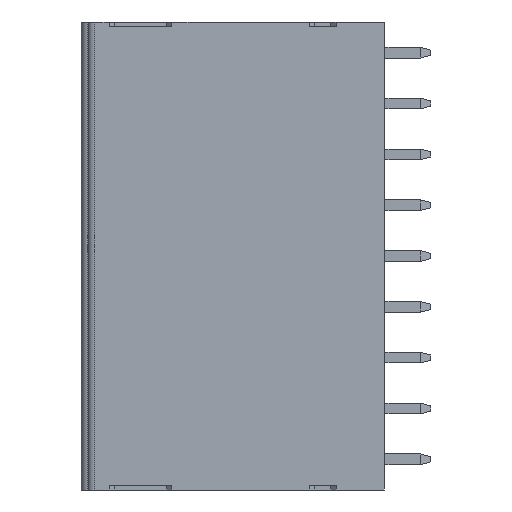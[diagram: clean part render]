
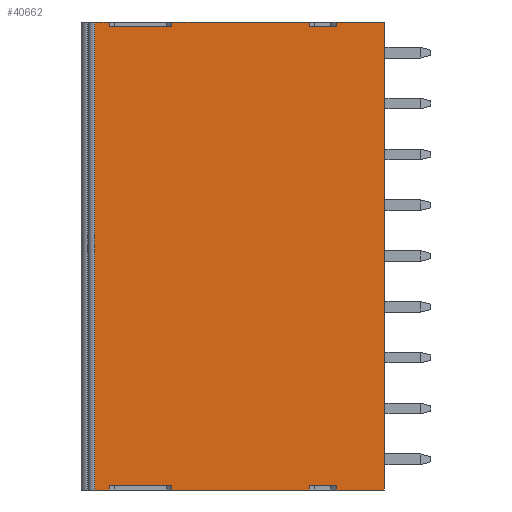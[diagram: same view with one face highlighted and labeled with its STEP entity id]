
A CAD part, front view. The second image highlights one B-rep face of the part: STEP entity #40662.
In plain terms, the highlighted planar face has unit normal (0, -1, 0).
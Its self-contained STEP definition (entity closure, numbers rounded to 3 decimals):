
#12415=DIRECTION('',(0.,0.,-1.));
#12416=VECTOR('',#12415,35.08);
#12417=CARTESIAN_POINT('',(-21.694,0.,-89.343));
#12418=LINE('',#12417,#12416);
#12423=DIRECTION('',(0.,0.,-1.));
#12424=VECTOR('',#12423,35.08);
#12425=CARTESIAN_POINT('',(0.006,0.,-89.343));
#12426=LINE('',#12425,#12424);
#12427=DIRECTION('',(-1.,0.,0.));
#12428=VECTOR('',#12427,3.6);
#12429=CARTESIAN_POINT('',(0.006,0.,
-124.423));
#12430=LINE('',#12429,#12428);
#12431=DIRECTION('',(0.,0.,1.));
#12432=VECTOR('',#12431,0.3);
#12433=CARTESIAN_POINT('',(-3.594,0.,
-124.423));
#12434=LINE('',#12433,#12432);
#12435=DIRECTION('',(-1.,0.,0.));
#12436=VECTOR('',#12435,10.3);
#12437=CARTESIAN_POINT('',(-5.594,0.,
-124.423));
#12438=LINE('',#12437,#12436);
#12439=DIRECTION('',(0.,0.,1.));
#12440=VECTOR('',#12439,0.3);
#12441=CARTESIAN_POINT('',(-15.894,0.,
-124.423));
#12442=LINE('',#12441,#12440);
#12443=DIRECTION('',(0.,0.,-1.));
#12444=VECTOR('',#12443,0.3);
#12445=CARTESIAN_POINT('',(-20.594,0.,
-124.123));
#12446=LINE('',#12445,#12444);
#12447=DIRECTION('',(-1.,0.,0.));
#12448=VECTOR('',#12447,1.1);
#12449=CARTESIAN_POINT('',(-20.594,0.,
-124.423));
#12450=LINE('',#12449,#12448);
#12451=DIRECTION('',(1.,0.,0.));
#12452=VECTOR('',#12451,1.1);
#12453=CARTESIAN_POINT('',(-21.694,0.,-89.343));
#12454=LINE('',#12453,#12452);
#12455=DIRECTION('',(1.,0.,0.));
#12456=VECTOR('',#12455,4.7);
#12457=CARTESIAN_POINT('',(-20.594,0.,
-89.643));
#12458=LINE('',#12457,#12456);
#12459=DIRECTION('',(1.,0.,0.));
#12460=VECTOR('',#12459,10.3);
#12461=CARTESIAN_POINT('',(-15.894,0.,-89.343));
#12462=LINE('',#12461,#12460);
#12463=DIRECTION('',(0.,0.,-1.));
#12464=VECTOR('',#12463,0.3);
#12465=CARTESIAN_POINT('',(-5.594,0.,-89.343));
#12466=LINE('',#12465,#12464);
#12467=DIRECTION('',(1.,0.,0.));
#12468=VECTOR('',#12467,2.);
#12469=CARTESIAN_POINT('',(-5.594,0.,
-89.643));
#12470=LINE('',#12469,#12468);
#12471=DIRECTION('',(1.,0.,0.));
#12472=VECTOR('',#12471,3.6);
#12473=CARTESIAN_POINT('',(-3.594,0.,
-89.343));
#12474=LINE('',#12473,#12472);
#12526=DIRECTION('',(0.,0.,1.));
#12527=VECTOR('',#12526,0.3);
#12528=CARTESIAN_POINT('',(-5.594,0.,
-124.423));
#12529=LINE('',#12528,#12527);
#12538=DIRECTION('',(1.,0.,0.));
#12539=VECTOR('',#12538,2.);
#12540=CARTESIAN_POINT('',(-5.594,0.,
-124.123));
#12541=LINE('',#12540,#12539);
#12562=DIRECTION('',(1.,0.,0.));
#12563=VECTOR('',#12562,4.7);
#12564=CARTESIAN_POINT('',(-20.594,0.,
-124.123));
#12565=LINE('',#12564,#12563);
#12625=DIRECTION('',(0.,0.,-1.));
#12626=VECTOR('',#12625,0.3);
#12627=CARTESIAN_POINT('',(-15.894,0.,-89.343));
#12628=LINE('',#12627,#12626);
#12641=DIRECTION('',(0.,0.,1.));
#12642=VECTOR('',#12641,0.3);
#12643=CARTESIAN_POINT('',(-20.594,0.,
-89.643));
#12644=LINE('',#12643,#12642);
#12657=DIRECTION('',(0.,0.,-1.));
#12658=VECTOR('',#12657,0.3);
#12659=CARTESIAN_POINT('',(-3.594,0.,
-89.343));
#12660=LINE('',#12659,#12658);
#17582=CARTESIAN_POINT('',(0.006,0.,-89.343));
#17584=VERTEX_POINT('',#17582);
#18020=CARTESIAN_POINT('',(-15.894,0.,-89.343));
#18021=CARTESIAN_POINT('',(-5.594,0.,-89.343));
#18022=VERTEX_POINT('',#18020);
#18023=VERTEX_POINT('',#18021);
#18028=CARTESIAN_POINT('',(-20.594,0.,-89.343));
#18029=VERTEX_POINT('',#18028);
#18030=CARTESIAN_POINT('',(-21.694,0.,-89.343));
#18031=VERTEX_POINT('',#18030);
#18038=CARTESIAN_POINT('',(-3.594,0.,
-89.343));
#18039=VERTEX_POINT('',#18038);
#18044=CARTESIAN_POINT('',(-20.594,0.,
-89.643));
#18045=VERTEX_POINT('',#18044);
#18046=CARTESIAN_POINT('',(-15.894,0.,
-89.643));
#18047=VERTEX_POINT('',#18046);
#18048=CARTESIAN_POINT('',(-5.594,0.,
-89.643));
#18049=VERTEX_POINT('',#18048);
#18050=CARTESIAN_POINT('',(-3.594,0.,
-89.643));
#18051=VERTEX_POINT('',#18050);
#18234=CARTESIAN_POINT('',(0.006,0.,
-124.423));
#18236=VERTEX_POINT('',#18234);
#18671=CARTESIAN_POINT('',(-3.594,0.,
-124.423));
#18672=VERTEX_POINT('',#18671);
#18673=CARTESIAN_POINT('',(-3.594,0.,
-124.123));
#18674=VERTEX_POINT('',#18673);
#18675=CARTESIAN_POINT('',(-5.594,0.,
-124.123));
#18676=VERTEX_POINT('',#18675);
#18677=CARTESIAN_POINT('',(-5.594,0.,
-124.423));
#18678=VERTEX_POINT('',#18677);
#18679=CARTESIAN_POINT('',(-15.894,0.,
-124.423));
#18680=VERTEX_POINT('',#18679);
#18681=CARTESIAN_POINT('',(-15.894,0.,
-124.123));
#18682=VERTEX_POINT('',#18681);
#18683=CARTESIAN_POINT('',(-20.594,0.,
-124.123));
#18684=VERTEX_POINT('',#18683);
#18685=CARTESIAN_POINT('',(-20.594,0.,
-124.423));
#18686=VERTEX_POINT('',#18685);
#18687=CARTESIAN_POINT('',(-21.694,0.,
-124.423));
#18688=VERTEX_POINT('',#18687);
#40617=CARTESIAN_POINT('',(0.006,0.,-101.168));
#40618=DIRECTION('',(0.,1.,0.));
#40619=DIRECTION('',(-1.,0.,0.));
#40620=AXIS2_PLACEMENT_3D('',#40617,#40618,#40619);
#40621=PLANE('',#40620);
#40622=ORIENTED_EDGE('',*,*,#22926,.T.);
#40624=ORIENTED_EDGE('',*,*,#40623,.T.);
#40626=ORIENTED_EDGE('',*,*,#40625,.T.);
#40628=ORIENTED_EDGE('',*,*,#40627,.F.);
#40630=ORIENTED_EDGE('',*,*,#40629,.F.);
#40632=ORIENTED_EDGE('',*,*,#40631,.T.);
#40634=ORIENTED_EDGE('',*,*,#40633,.T.);
#40636=ORIENTED_EDGE('',*,*,#40635,.F.);
#40638=ORIENTED_EDGE('',*,*,#40637,.T.);
#40640=ORIENTED_EDGE('',*,*,#40639,.T.);
#40641=ORIENTED_EDGE('',*,*,#40607,.F.);
#40643=ORIENTED_EDGE('',*,*,#40642,.T.);
#40645=ORIENTED_EDGE('',*,*,#40644,.F.);
#40647=ORIENTED_EDGE('',*,*,#40646,.T.);
#40649=ORIENTED_EDGE('',*,*,#40648,.F.);
#40651=ORIENTED_EDGE('',*,*,#40650,.T.);
#40653=ORIENTED_EDGE('',*,*,#40652,.T.);
#40655=ORIENTED_EDGE('',*,*,#40654,.T.);
#40657=ORIENTED_EDGE('',*,*,#40656,.F.);
#40659=ORIENTED_EDGE('',*,*,#40658,.T.);
#40660=EDGE_LOOP('',(#40622,#40624,#40626,#40628,#40630,#40632,#40634,#40636,
#40638,#40640,#40641,#40643,#40645,#40647,#40649,#40651,#40653,#40655,#40657,
#40659));
#40661=FACE_OUTER_BOUND('',#40660,.F.);
#40662=ADVANCED_FACE('',(#40661),#40621,.F.);
#22926=EDGE_CURVE('',#17584,#18236,#12426,.T.);
#40607=EDGE_CURVE('',#18031,#18688,#12418,.T.);
#40623=EDGE_CURVE('',#18236,#18672,#12430,.T.);
#40625=EDGE_CURVE('',#18672,#18674,#12434,.T.);
#40627=EDGE_CURVE('',#18676,#18674,#12541,.T.);
#40629=EDGE_CURVE('',#18678,#18676,#12529,.T.);
#40631=EDGE_CURVE('',#18678,#18680,#12438,.T.);
#40633=EDGE_CURVE('',#18680,#18682,#12442,.T.);
#40635=EDGE_CURVE('',#18684,#18682,#12565,.T.);
#40637=EDGE_CURVE('',#18684,#18686,#12446,.T.);
#40639=EDGE_CURVE('',#18686,#18688,#12450,.T.);
#40642=EDGE_CURVE('',#18031,#18029,#12454,.T.);
#40644=EDGE_CURVE('',#18045,#18029,#12644,.T.);
#40646=EDGE_CURVE('',#18045,#18047,#12458,.T.);
#40648=EDGE_CURVE('',#18022,#18047,#12628,.T.);
#40650=EDGE_CURVE('',#18022,#18023,#12462,.T.);
#40652=EDGE_CURVE('',#18023,#18049,#12466,.T.);
#40654=EDGE_CURVE('',#18049,#18051,#12470,.T.);
#40656=EDGE_CURVE('',#18039,#18051,#12660,.T.);
#40658=EDGE_CURVE('',#18039,#17584,#12474,.T.);
